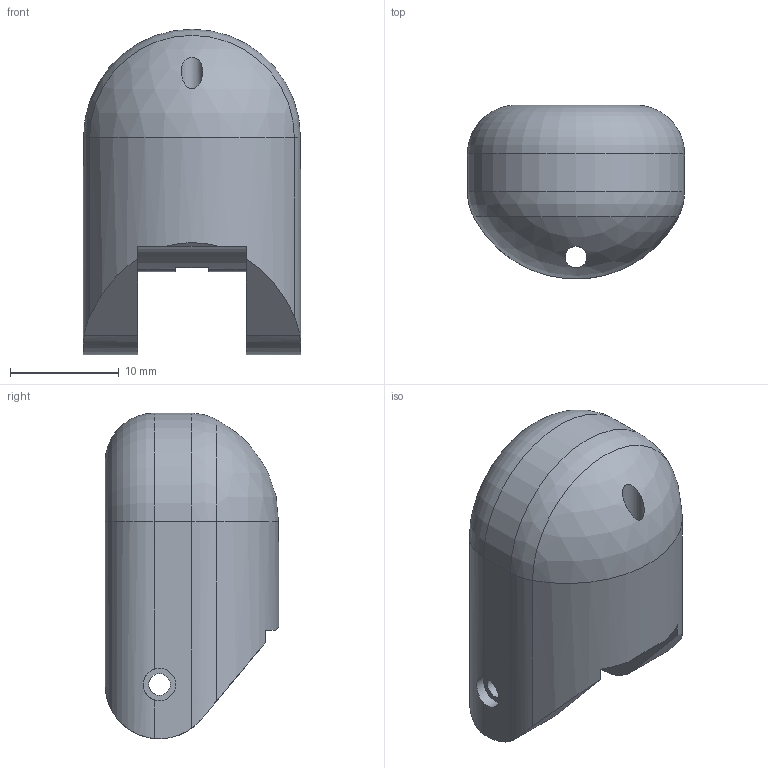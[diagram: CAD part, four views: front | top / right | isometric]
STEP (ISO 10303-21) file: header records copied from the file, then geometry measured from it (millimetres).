
FILE_DESCRIPTION(/* description */ (''),/* implementation_level */ '2;1');
FILE_NAME(/* name */ '1 v1.step',/* time_stamp */ '2022-03-05T21:48:01+03:00',/* author */ (''),/* organization */ (''),/* preprocessor_version */ 'ST-DEVELOPER v18.1',/* originating_system */ 'Autodesk Translation Framework v10.13.0.1454',/* authorisation */ '');
FILE_SCHEMA (('AUTOMOTIVE_DESIGN { 1 0 10303 214 3 1 1 }'));
Length unit declared in the file: millimetre
Products named in the file (1): 1
Bounding box: 20 x 16 x 30 mm (x, y, z)
Volume: 5544.8 mm3; surface area: 2187.4 mm2
Topology: 1 solids, 1 shells, 32 faces, 88 edges, 57 vertices
Faces by surface type: cylinder 15, plane 14, torus 1, bspline 1, sphere 1
Full cylindrical faces by diameter (mm): 2 x3, 3 x1
Entity records: 1167 total; most frequent: CARTESIAN_POINT 294, DIRECTION 179, ORIENTED_EDGE 176, EDGE_CURVE 88, AXIS2_PLACEMENT_3D 68, VERTEX_POINT 57, LINE 43, VECTOR 43
